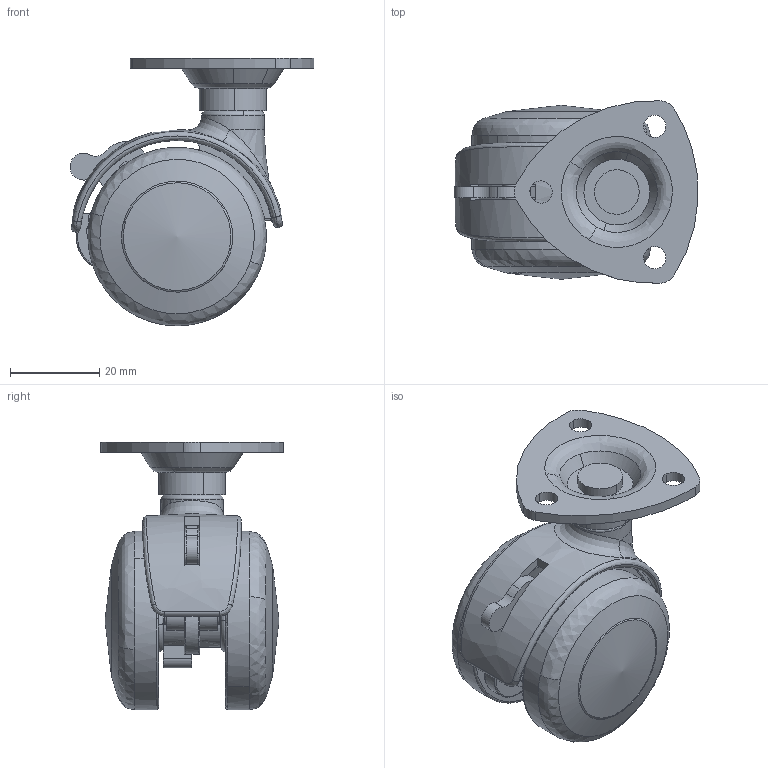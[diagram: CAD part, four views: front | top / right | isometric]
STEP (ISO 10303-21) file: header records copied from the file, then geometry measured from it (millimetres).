
FILE_DESCRIPTION((''),'2;1');
FILE_NAME('','2005-12-16T11:27:45',(''),(''),'','CADfix','');
FILE_SCHEMA(('AUTOMOTIVE_DESIGN'));
Length unit declared in the file: millimetre
Products named in the file (6): wheel; mounting plate; main shaft; lever; body; MY4S_14716_36
Assembly tree (6 placements, depth 2):
  MY4S_14716_36
    wheel  x2
    mounting plate
    main shaft
    lever
    body
Bounding box: 54.67 x 40.9 x 60 mm (x, y, z)
Volume: 33836.7 mm3; surface area: 23098.2 mm2
Topology: 7 solids, 7 shells, 195 faces, 615 edges, 450 vertices
Faces by surface type: bspline 195
Entity records: 10638 total; most frequent: CARTESIAN_POINT 7628, ORIENTED_EDGE 1078, EDGE_CURVE 539, VERTEX_POINT 392, EDGE_LOOP 209, FACE_OUTER_BOUND 174, ADVANCED_FACE 174, QUASI_UNIFORM_CURVE 128
